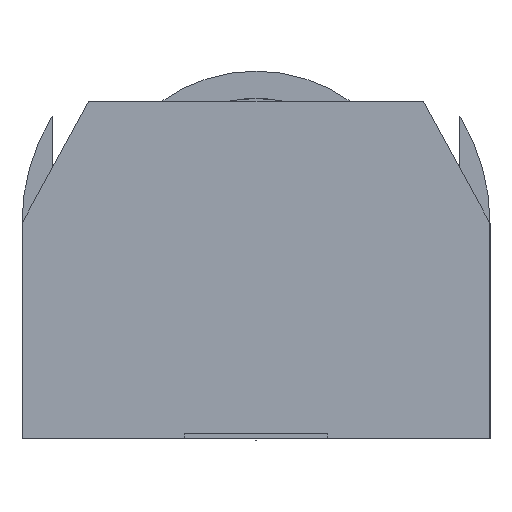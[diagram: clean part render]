
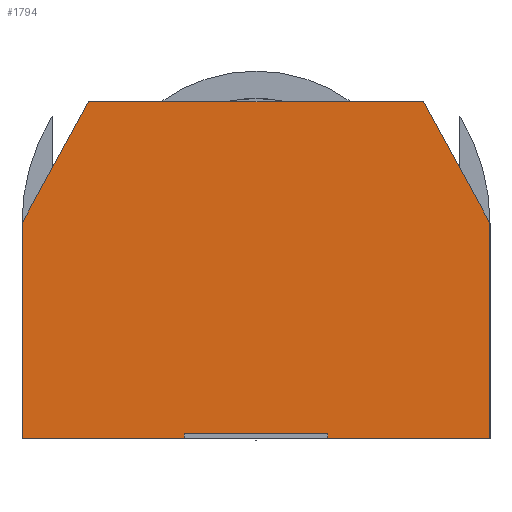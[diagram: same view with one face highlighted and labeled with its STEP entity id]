
A CAD part, left-side view. The second image highlights one B-rep face of the part: STEP entity #1794.
In plain terms, the highlighted planar face has unit normal (-1, 0, 0).
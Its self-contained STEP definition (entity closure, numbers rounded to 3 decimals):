
#150=PLANE('',#1947);
#237=FACE_OUTER_BOUND('',#344,.T.);
#344=EDGE_LOOP('',(#1425,#1426,#1427,#1428,#1429,#1430,#1431,#1432,#1433,
#1434,#1435,#1436));
#412=LINE('',#2686,#592);
#414=LINE('',#2690,#594);
#488=LINE('',#2895,#668);
#491=LINE('',#2901,#671);
#514=LINE('',#2959,#694);
#515=LINE('',#2961,#695);
#516=LINE('',#2962,#696);
#517=LINE('',#2964,#697);
#518=LINE('',#2966,#698);
#519=LINE('',#2968,#699);
#520=LINE('',#2970,#700);
#521=LINE('',#2971,#701);
#592=VECTOR('',#2038,1.);
#594=VECTOR('',#2040,1.);
#668=VECTOR('',#2232,1.);
#671=VECTOR('',#2239,1.);
#694=VECTOR('',#2292,1.);
#695=VECTOR('',#2293,1.);
#696=VECTOR('',#2294,1.);
#697=VECTOR('',#2295,1.);
#698=VECTOR('',#2296,1.);
#699=VECTOR('',#2297,1.);
#700=VECTOR('',#2298,1.);
#701=VECTOR('',#2299,1.);
#778=VERTEX_POINT('',#2682);
#780=VERTEX_POINT('',#2685);
#781=VERTEX_POINT('',#2687);
#782=VERTEX_POINT('',#2689);
#853=VERTEX_POINT('',#2892);
#854=VERTEX_POINT('',#2894);
#875=VERTEX_POINT('',#2958);
#876=VERTEX_POINT('',#2960);
#877=VERTEX_POINT('',#2963);
#878=VERTEX_POINT('',#2965);
#879=VERTEX_POINT('',#2967);
#880=VERTEX_POINT('',#2969);
#938=EDGE_CURVE('',#780,#778,#412,.T.);
#940=EDGE_CURVE('',#782,#781,#414,.T.);
#1041=EDGE_CURVE('',#853,#854,#488,.T.);
#1044=EDGE_CURVE('',#782,#853,#491,.T.);
#1074=EDGE_CURVE('',#781,#875,#514,.T.);
#1075=EDGE_CURVE('',#876,#875,#515,.T.);
#1076=EDGE_CURVE('',#780,#876,#516,.T.);
#1077=EDGE_CURVE('',#778,#877,#517,.T.);
#1078=EDGE_CURVE('',#878,#877,#518,.T.);
#1079=EDGE_CURVE('',#878,#879,#519,.T.);
#1080=EDGE_CURVE('',#879,#880,#520,.T.);
#1081=EDGE_CURVE('',#880,#854,#521,.T.);
#1425=ORIENTED_EDGE('',*,*,#1044,.F.);
#1426=ORIENTED_EDGE('',*,*,#940,.T.);
#1427=ORIENTED_EDGE('',*,*,#1074,.T.);
#1428=ORIENTED_EDGE('',*,*,#1075,.F.);
#1429=ORIENTED_EDGE('',*,*,#1076,.F.);
#1430=ORIENTED_EDGE('',*,*,#938,.T.);
#1431=ORIENTED_EDGE('',*,*,#1077,.T.);
#1432=ORIENTED_EDGE('',*,*,#1078,.F.);
#1433=ORIENTED_EDGE('',*,*,#1079,.T.);
#1434=ORIENTED_EDGE('',*,*,#1080,.T.);
#1435=ORIENTED_EDGE('',*,*,#1081,.T.);
#1436=ORIENTED_EDGE('',*,*,#1041,.F.);
#1794=ADVANCED_FACE('',(#237),#150,.T.);
#1947=AXIS2_PLACEMENT_3D('',#2957,#2290,#2291);
#2038=DIRECTION('',(0.,-1.,0.));
#2040=DIRECTION('',(0.,-1.,0.));
#2232=DIRECTION('',(0.,-1.,0.));
#2239=DIRECTION('',(0.,0.,1.));
#2290=DIRECTION('center_axis',(-1.,0.,0.));
#2291=DIRECTION('ref_axis',(0.,0.,-1.));
#2292=DIRECTION('',(0.,0.,1.));
#2293=DIRECTION('',(0.,1.,0.));
#2294=DIRECTION('',(0.,0.,1.));
#2295=DIRECTION('',(0.,0.,1.));
#2296=DIRECTION('',(0.,-1.,0.));
#2297=DIRECTION('',(0.,0.481,0.877));
#2298=DIRECTION('',(0.,1.,0.));
#2299=DIRECTION('',(0.,0.481,-0.877));
#2682=CARTESIAN_POINT('',(-38.525,-10.325,0.1));
#2685=CARTESIAN_POINT('',(-38.525,-3.175,0.1));
#2686=CARTESIAN_POINT('',(-38.525,10.325,0.1));
#2687=CARTESIAN_POINT('',(-38.525,3.175,0.1));
#2689=CARTESIAN_POINT('',(-38.525,10.325,0.1));
#2690=CARTESIAN_POINT('',(-38.525,10.325,0.1));
#2892=CARTESIAN_POINT('',(-38.525,10.325,9.6));
#2894=CARTESIAN_POINT('',(-38.525,10.322,9.6));
#2895=CARTESIAN_POINT('',(-38.525,10.325,9.6));
#2901=CARTESIAN_POINT('',(-38.525,10.325,0.1));
#2957=CARTESIAN_POINT('Origin',(-38.525,0.,8.36));
#2958=CARTESIAN_POINT('',(-38.525,3.175,0.3));
#2959=CARTESIAN_POINT('',(-38.525,3.175,0.1));
#2960=CARTESIAN_POINT('',(-38.525,-3.175,0.3));
#2961=CARTESIAN_POINT('',(-38.525,-3.175,0.3));
#2962=CARTESIAN_POINT('',(-38.525,-3.175,0.1));
#2963=CARTESIAN_POINT('',(-38.525,-10.325,9.6));
#2964=CARTESIAN_POINT('',(-38.525,-10.325,0.1));
#2965=CARTESIAN_POINT('',(-38.525,-10.322,9.6));
#2966=CARTESIAN_POINT('',(-38.525,10.325,9.6));
#2967=CARTESIAN_POINT('',(-38.525,-7.385,14.95));
#2968=CARTESIAN_POINT('',(-38.525,-6.664,16.264));
#2969=CARTESIAN_POINT('',(-38.525,7.385,14.95));
#2970=CARTESIAN_POINT('',(-38.525,0.,14.95));
#2971=CARTESIAN_POINT('',(-38.525,9.054,11.909));
